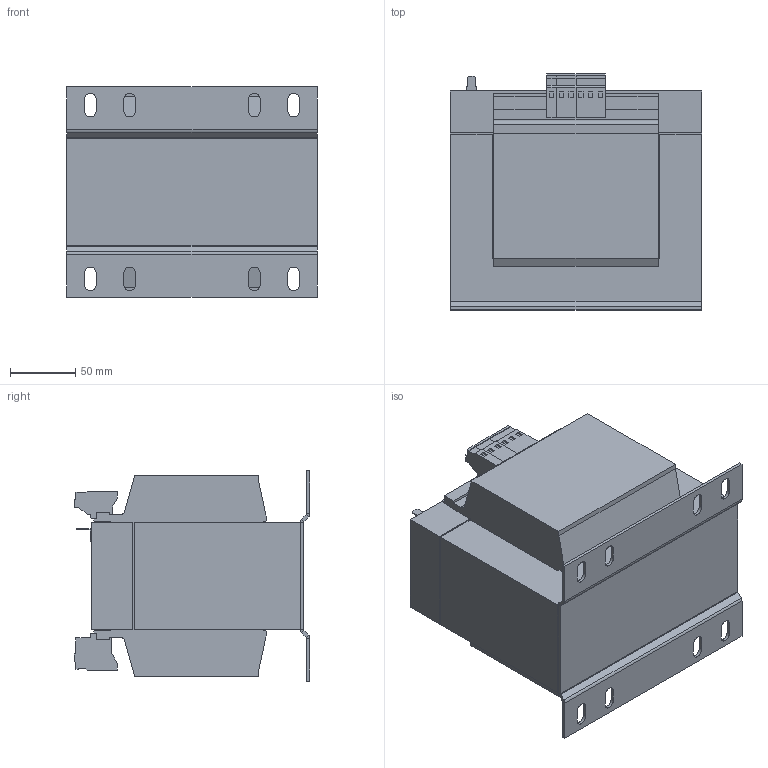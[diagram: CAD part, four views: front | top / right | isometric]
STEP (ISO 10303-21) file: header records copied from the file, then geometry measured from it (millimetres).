
FILE_DESCRIPTION (( 'STEP AP214' ), '1' );
FILE_NAME ('266365.STEP', '2020-07-13T08:32:48', ( '' ), ( '' ), 'SwSTEP 2.0', 'SolidWorks 2018', '' );
FILE_SCHEMA (( 'AUTOMOTIVE_DESIGN' ));
Length unit declared in the file: millimetre
Products named in the file (1): 266365
Bounding box: 192 x 180.3 x 161 mm (x, y, z)
Volume: 3591540.5 mm3; surface area: 250782.3 mm2
Topology: 1 solids, 1 shells, 327 faces, 822 edges, 515 vertices
Faces by surface type: plane 281, cylinder 46
Entity records: 9610 total; most frequent: CARTESIAN_POINT 1665, ORIENTED_EDGE 1644, DIRECTION 1570, EDGE_CURVE 822, LINE 730, VECTOR 730, VERTEX_POINT 515, AXIS2_PLACEMENT_3D 420
